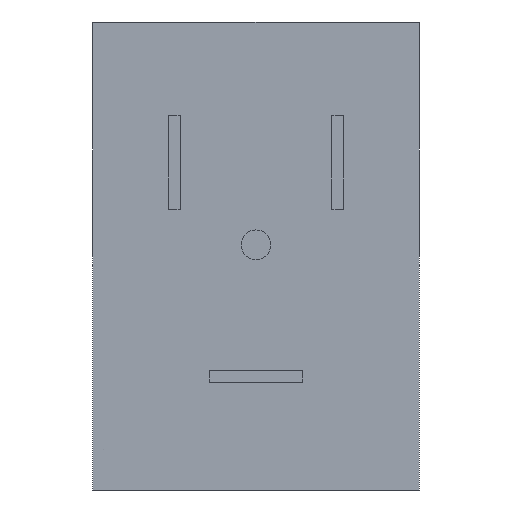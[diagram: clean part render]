
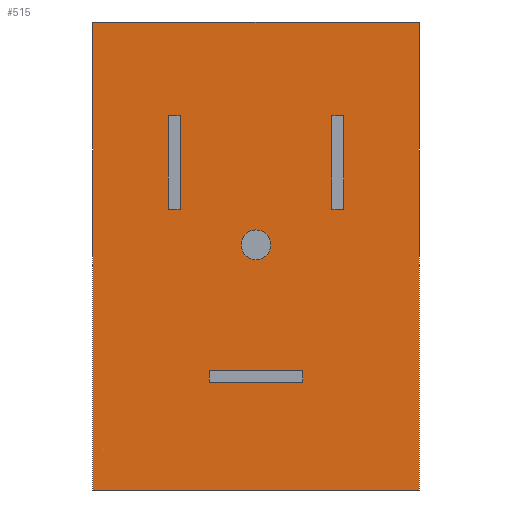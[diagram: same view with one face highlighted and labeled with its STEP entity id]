
A CAD part, front view. The second image highlights one B-rep face of the part: STEP entity #515.
In plain terms, the highlighted planar face has unit normal (0, -1, 0).
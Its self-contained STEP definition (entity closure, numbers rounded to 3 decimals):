
#16=LINE('',#709,#70);
#20=LINE('',#716,#74);
#23=LINE('',#722,#77);
#25=LINE('',#725,#79);
#28=LINE('',#734,#82);
#32=LINE('',#741,#86);
#35=LINE('',#747,#89);
#37=LINE('',#750,#91);
#40=LINE('',#759,#94);
#44=LINE('',#766,#98);
#47=LINE('',#772,#101);
#49=LINE('',#775,#103);
#58=LINE('',#813,#112);
#64=LINE('',#824,#118);
#66=LINE('',#828,#120);
#67=LINE('',#830,#121);
#70=VECTOR('',#577,10.);
#74=VECTOR('',#583,10.);
#77=VECTOR('',#588,10.);
#79=VECTOR('',#592,10.);
#82=VECTOR('',#599,10.);
#86=VECTOR('',#605,10.);
#89=VECTOR('',#610,10.);
#91=VECTOR('',#614,10.);
#94=VECTOR('',#621,10.);
#98=VECTOR('',#627,10.);
#101=VECTOR('',#632,10.);
#103=VECTOR('',#636,10.);
#112=VECTOR('',#675,10.);
#118=VECTOR('',#685,10.);
#120=VECTOR('',#689,10.);
#121=VECTOR('',#692,10.);
#159=PLANE('',#561);
#169=FACE_BOUND('',#240,.T.);
#170=FACE_BOUND('',#241,.T.);
#171=FACE_BOUND('',#242,.T.);
#172=FACE_BOUND('',#243,.T.);
#201=FACE_OUTER_BOUND('',#239,.T.);
#239=EDGE_LOOP('',(#462,#463,#464,#465));
#240=EDGE_LOOP('',(#466));
#241=EDGE_LOOP('',(#467,#468,#469,#470));
#242=EDGE_LOOP('',(#471,#472,#473,#474));
#243=EDGE_LOOP('',(#475,#476,#477,#478));
#246=CIRCLE('',#527,1.);
#254=VERTEX_POINT('',#699);
#257=VERTEX_POINT('',#706);
#258=VERTEX_POINT('',#708);
#260=VERTEX_POINT('',#714);
#262=VERTEX_POINT('',#720);
#265=VERTEX_POINT('',#731);
#266=VERTEX_POINT('',#733);
#268=VERTEX_POINT('',#739);
#270=VERTEX_POINT('',#745);
#273=VERTEX_POINT('',#756);
#274=VERTEX_POINT('',#758);
#276=VERTEX_POINT('',#764);
#278=VERTEX_POINT('',#770);
#291=VERTEX_POINT('',#810);
#292=VERTEX_POINT('',#812);
#295=VERTEX_POINT('',#822);
#296=VERTEX_POINT('',#826);
#298=EDGE_CURVE('',#254,#254,#246,.T.);
#301=EDGE_CURVE('',#258,#257,#16,.T.);
#305=EDGE_CURVE('',#257,#260,#20,.T.);
#308=EDGE_CURVE('',#260,#262,#23,.T.);
#310=EDGE_CURVE('',#262,#258,#25,.T.);
#313=EDGE_CURVE('',#266,#265,#28,.T.);
#317=EDGE_CURVE('',#265,#268,#32,.T.);
#320=EDGE_CURVE('',#268,#270,#35,.T.);
#322=EDGE_CURVE('',#270,#266,#37,.T.);
#325=EDGE_CURVE('',#274,#273,#40,.T.);
#329=EDGE_CURVE('',#273,#276,#44,.T.);
#332=EDGE_CURVE('',#276,#278,#47,.T.);
#334=EDGE_CURVE('',#278,#274,#49,.T.);
#349=EDGE_CURVE('',#291,#292,#58,.T.);
#355=EDGE_CURVE('',#291,#295,#64,.T.);
#357=EDGE_CURVE('',#296,#295,#66,.T.);
#358=EDGE_CURVE('',#296,#292,#67,.T.);
#462=ORIENTED_EDGE('',*,*,#358,.T.);
#463=ORIENTED_EDGE('',*,*,#349,.F.);
#464=ORIENTED_EDGE('',*,*,#355,.T.);
#465=ORIENTED_EDGE('',*,*,#357,.F.);
#466=ORIENTED_EDGE('',*,*,#298,.T.);
#467=ORIENTED_EDGE('',*,*,#301,.T.);
#468=ORIENTED_EDGE('',*,*,#305,.T.);
#469=ORIENTED_EDGE('',*,*,#308,.T.);
#470=ORIENTED_EDGE('',*,*,#310,.T.);
#471=ORIENTED_EDGE('',*,*,#313,.T.);
#472=ORIENTED_EDGE('',*,*,#317,.T.);
#473=ORIENTED_EDGE('',*,*,#320,.T.);
#474=ORIENTED_EDGE('',*,*,#322,.T.);
#475=ORIENTED_EDGE('',*,*,#325,.T.);
#476=ORIENTED_EDGE('',*,*,#329,.T.);
#477=ORIENTED_EDGE('',*,*,#332,.T.);
#478=ORIENTED_EDGE('',*,*,#334,.T.);
#515=ADVANCED_FACE('',(#201,#169,#170,#171,#172),#159,.T.);
#527=AXIS2_PLACEMENT_3D('',#700,#569,#570);
#561=AXIS2_PLACEMENT_3D('',#829,#690,#691);
#569=DIRECTION('center_axis',(0.,1.,0.));
#570=DIRECTION('ref_axis',(-1.,0.,0.));
#577=DIRECTION('',(0.,0.,-1.));
#583=DIRECTION('',(-1.,0.,0.));
#588=DIRECTION('',(0.,0.,1.));
#592=DIRECTION('',(1.,0.,0.));
#599=DIRECTION('',(0.,0.,-1.));
#605=DIRECTION('',(-1.,0.,0.));
#610=DIRECTION('',(0.,0.,1.));
#614=DIRECTION('',(1.,0.,0.));
#621=DIRECTION('',(0.,0.,-1.));
#627=DIRECTION('',(-1.,0.,0.));
#632=DIRECTION('',(0.,0.,1.));
#636=DIRECTION('',(1.,0.,0.));
#675=DIRECTION('',(1.,0.,0.));
#685=DIRECTION('',(0.,0.,-1.));
#689=DIRECTION('',(-1.,0.,0.));
#690=DIRECTION('center_axis',(0.,-1.,0.));
#691=DIRECTION('ref_axis',(0.,0.,-1.));
#692=DIRECTION('',(0.,0.,1.));
#699=CARTESIAN_POINT('',(1.,-14.2,0.75));
#700=CARTESIAN_POINT('Origin',(0.,-14.2,0.75));
#706=CARTESIAN_POINT('',(3.15,-14.2,-8.5));
#708=CARTESIAN_POINT('',(3.15,-14.2,-7.7));
#709=CARTESIAN_POINT('',(3.15,-14.2,-11.725));
#714=CARTESIAN_POINT('',(-3.15,-14.2,-8.5));
#716=CARTESIAN_POINT('',(1.575,-14.2,-8.5));
#720=CARTESIAN_POINT('',(-3.15,-14.2,-7.7));
#722=CARTESIAN_POINT('',(-3.15,-14.2,-12.125));
#725=CARTESIAN_POINT('',(-1.575,-14.2,-7.7));
#731=CARTESIAN_POINT('',(-5.1,-14.2,3.15));
#733=CARTESIAN_POINT('',(-5.1,-14.2,9.45));
#734=CARTESIAN_POINT('',(-5.1,-14.2,-3.15));
#739=CARTESIAN_POINT('',(-5.9,-14.2,3.15));
#741=CARTESIAN_POINT('',(-2.55,-14.2,3.15));
#745=CARTESIAN_POINT('',(-5.9,-14.2,9.45));
#747=CARTESIAN_POINT('',(-5.9,-14.2,-6.3));
#750=CARTESIAN_POINT('',(-2.95,-14.2,9.45));
#756=CARTESIAN_POINT('',(5.9,-14.2,3.15));
#758=CARTESIAN_POINT('',(5.9,-14.2,9.45));
#759=CARTESIAN_POINT('',(5.9,-14.2,-3.15));
#764=CARTESIAN_POINT('',(5.1,-14.2,3.15));
#766=CARTESIAN_POINT('',(2.95,-14.2,3.15));
#770=CARTESIAN_POINT('',(5.1,-14.2,9.45));
#772=CARTESIAN_POINT('',(5.1,-14.2,-6.3));
#775=CARTESIAN_POINT('',(2.55,-14.2,9.45));
#810=CARTESIAN_POINT('',(-11.,-14.2,15.75));
#812=CARTESIAN_POINT('',(11.,-14.2,15.75));
#813=CARTESIAN_POINT('',(0.,-14.2,15.75));
#822=CARTESIAN_POINT('',(-11.,-14.2,-15.75));
#824=CARTESIAN_POINT('',(-11.,-14.2,-15.75));
#826=CARTESIAN_POINT('',(11.,-14.2,-15.75));
#828=CARTESIAN_POINT('',(0.,-14.2,-15.75));
#829=CARTESIAN_POINT('Origin',(0.,-14.2,-15.75));
#830=CARTESIAN_POINT('',(11.,-14.2,-15.75));
